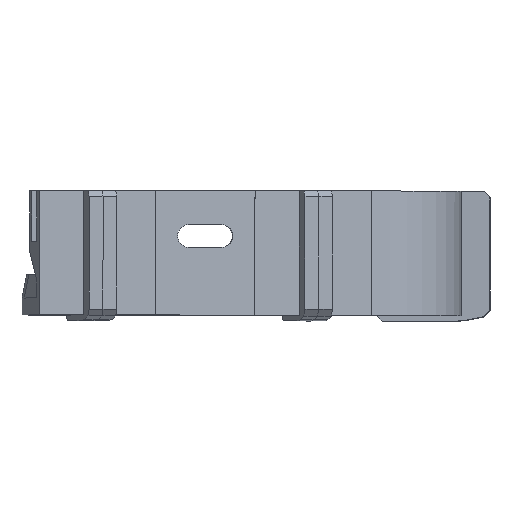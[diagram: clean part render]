
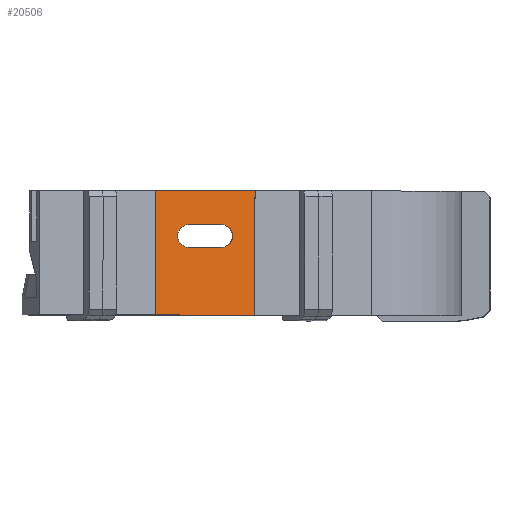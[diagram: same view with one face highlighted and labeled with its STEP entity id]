
A CAD part, left-side view. The second image highlights one B-rep face of the part: STEP entity #20506.
In plain terms, the highlighted face is planar.
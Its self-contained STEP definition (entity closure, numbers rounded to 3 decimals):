
#20230 = VERTEX_POINT('',#20231);
#20231 = CARTESIAN_POINT('',(3.,0.,16.));
#20238 = CYLINDRICAL_SURFACE('',#20239,2.);
#20239 = AXIS2_PLACEMENT_3D('',#20240,#20241,#20242);
#20240 = CARTESIAN_POINT('',(3.,24.,14.));
#20241 = DIRECTION('',(-0.,1.,0.));
#20242 = DIRECTION('',(0.,0.,-1.));
#20250 = PLANE('',#20251);
#20251 = AXIS2_PLACEMENT_3D('',#20252,#20253,#20254);
#20252 = CARTESIAN_POINT('',(3.,24.,16.));
#20253 = DIRECTION('',(0.,0.,-1.));
#20254 = DIRECTION('',(-1.,0.,-0.));
#20292 = VERTEX_POINT('',#20293);
#20293 = CARTESIAN_POINT('',(3.,0.,12.));
#20307 = PLANE('',#20308);
#20308 = AXIS2_PLACEMENT_3D('',#20309,#20310,#20311);
#20309 = CARTESIAN_POINT('',(-3.,24.,12.));
#20310 = DIRECTION('',(0.,0.,1.));
#20311 = DIRECTION('',(1.,0.,0.));
#20319 = EDGE_CURVE('',#20230,#20292,#20320,.T.);
#20320 = SURFACE_CURVE('',#20321,(#20326,#20333),.PCURVE_S1.);
#20321 = CIRCLE('',#20322,2.);
#20322 = AXIS2_PLACEMENT_3D('',#20323,#20324,#20325);
#20323 = CARTESIAN_POINT('',(3.,0.,14.));
#20324 = DIRECTION('',(0.,1.,0.));
#20325 = DIRECTION('',(0.,0.,-1.));
#20326 = PCURVE('',#20238,#20327);
#20327 = DEFINITIONAL_REPRESENTATION('',(#20328),#20332);
#20328 = LINE('',#20329,#20330);
#20329 = CARTESIAN_POINT('',(-6.283,-24.));
#20330 = VECTOR('',#20331,1.);
#20331 = DIRECTION('',(1.,-0.));
#20332 = ( GEOMETRIC_REPRESENTATION_CONTEXT(2) 
PARAMETRIC_REPRESENTATION_CONTEXT() REPRESENTATION_CONTEXT('2D SPACE',''
  ) );
#20333 = PCURVE('',#20334,#20339);
#20334 = PLANE('',#20335);
#20335 = AXIS2_PLACEMENT_3D('',#20336,#20337,#20338);
#20336 = CARTESIAN_POINT('',(0.,0.,0.));
#20337 = DIRECTION('',(0.,1.,-0.));
#20338 = DIRECTION('',(0.,0.,1.));
#20339 = DEFINITIONAL_REPRESENTATION('',(#20340),#20344);
#20340 = CIRCLE('',#20341,2.);
#20341 = AXIS2_PLACEMENT_2D('',#20342,#20343);
#20342 = CARTESIAN_POINT('',(14.,3.));
#20343 = DIRECTION('',(-1.,0.));
#20344 = ( GEOMETRIC_REPRESENTATION_CONTEXT(2) 
PARAMETRIC_REPRESENTATION_CONTEXT() REPRESENTATION_CONTEXT('2D SPACE',''
  ) );
#20352 = VERTEX_POINT('',#20353);
#20353 = CARTESIAN_POINT('',(-3.,0.,16.));
#20367 = CYLINDRICAL_SURFACE('',#20368,2.);
#20368 = AXIS2_PLACEMENT_3D('',#20369,#20370,#20371);
#20369 = CARTESIAN_POINT('',(-3.,24.,14.));
#20370 = DIRECTION('',(-0.,1.,0.));
#20371 = DIRECTION('',(0.,0.,1.));
#20406 = EDGE_CURVE('',#20230,#20352,#20407,.T.);
#20407 = SURFACE_CURVE('',#20408,(#20412,#20418),.PCURVE_S1.);
#20408 = LINE('',#20409,#20410);
#20409 = CARTESIAN_POINT('',(1.5,0.,16.));
#20410 = VECTOR('',#20411,1.);
#20411 = DIRECTION('',(-1.,0.,0.));
#20412 = PCURVE('',#20250,#20413);
#20413 = DEFINITIONAL_REPRESENTATION('',(#20414),#20417);
#20414 = B_SPLINE_CURVE_WITH_KNOTS('',1,(#20415,#20416),.UNSPECIFIED.,
  .F.,.F.,(2,2),(-1.5,4.5),.PIECEWISE_BEZIER_KNOTS.);
#20415 = CARTESIAN_POINT('',(0.,-24.));
#20416 = CARTESIAN_POINT('',(6.,-24.));
#20417 = ( GEOMETRIC_REPRESENTATION_CONTEXT(2) 
PARAMETRIC_REPRESENTATION_CONTEXT() REPRESENTATION_CONTEXT('2D SPACE',''
  ) );
#20418 = PCURVE('',#20334,#20419);
#20419 = DEFINITIONAL_REPRESENTATION('',(#20420),#20423);
#20420 = B_SPLINE_CURVE_WITH_KNOTS('',1,(#20421,#20422),.UNSPECIFIED.,
  .F.,.F.,(2,2),(-1.5,4.5),.PIECEWISE_BEZIER_KNOTS.);
#20421 = CARTESIAN_POINT('',(16.,3.));
#20422 = CARTESIAN_POINT('',(16.,-3.));
#20423 = ( GEOMETRIC_REPRESENTATION_CONTEXT(2) 
PARAMETRIC_REPRESENTATION_CONTEXT() REPRESENTATION_CONTEXT('2D SPACE',''
  ) );
#20506 = ADVANCED_FACE('',(#20507,#20621),#20334,.F.);
#20507 = FACE_BOUND('',#20508,.F.);
#20508 = EDGE_LOOP('',(#20509,#20539,#20567,#20595));
#20509 = ORIENTED_EDGE('',*,*,#20510,.F.);
#20510 = EDGE_CURVE('',#20511,#20513,#20515,.T.);
#20511 = VERTEX_POINT('',#20512);
#20512 = CARTESIAN_POINT('',(-9.,0.,0.));
#20513 = VERTEX_POINT('',#20514);
#20514 = CARTESIAN_POINT('',(9.,0.,0.));
#20515 = SURFACE_CURVE('',#20516,(#20520,#20527),.PCURVE_S1.);
#20516 = LINE('',#20517,#20518);
#20517 = CARTESIAN_POINT('',(-9.,0.,0.));
#20518 = VECTOR('',#20519,1.);
#20519 = DIRECTION('',(1.,0.,0.));
#20520 = PCURVE('',#20334,#20521);
#20521 = DEFINITIONAL_REPRESENTATION('',(#20522),#20526);
#20522 = LINE('',#20523,#20524);
#20523 = CARTESIAN_POINT('',(0.,-9.));
#20524 = VECTOR('',#20525,1.);
#20525 = DIRECTION('',(0.,1.));
#20526 = ( GEOMETRIC_REPRESENTATION_CONTEXT(2) 
PARAMETRIC_REPRESENTATION_CONTEXT() REPRESENTATION_CONTEXT('2D SPACE',''
  ) );
#20527 = PCURVE('',#20528,#20533);
#20528 = PLANE('',#20529);
#20529 = AXIS2_PLACEMENT_3D('',#20530,#20531,#20532);
#20530 = CARTESIAN_POINT('',(0.,15.,0.));
#20531 = DIRECTION('',(0.,0.,1.));
#20532 = DIRECTION('',(0.,-1.,0.));
#20533 = DEFINITIONAL_REPRESENTATION('',(#20534),#20538);
#20534 = LINE('',#20535,#20536);
#20535 = CARTESIAN_POINT('',(15.,-9.));
#20536 = VECTOR('',#20537,1.);
#20537 = DIRECTION('',(0.,1.));
#20538 = ( GEOMETRIC_REPRESENTATION_CONTEXT(2) 
PARAMETRIC_REPRESENTATION_CONTEXT() REPRESENTATION_CONTEXT('2D SPACE',''
  ) );
#20539 = ORIENTED_EDGE('',*,*,#20540,.T.);
#20540 = EDGE_CURVE('',#20511,#20541,#20543,.T.);
#20541 = VERTEX_POINT('',#20542);
#20542 = CARTESIAN_POINT('',(-9.,0.,22.));
#20543 = SURFACE_CURVE('',#20544,(#20548,#20555),.PCURVE_S1.);
#20544 = LINE('',#20545,#20546);
#20545 = CARTESIAN_POINT('',(-9.,0.,0.));
#20546 = VECTOR('',#20547,1.);
#20547 = DIRECTION('',(0.,0.,1.));
#20548 = PCURVE('',#20334,#20549);
#20549 = DEFINITIONAL_REPRESENTATION('',(#20550),#20554);
#20550 = LINE('',#20551,#20552);
#20551 = CARTESIAN_POINT('',(0.,-9.));
#20552 = VECTOR('',#20553,1.);
#20553 = DIRECTION('',(1.,0.));
#20554 = ( GEOMETRIC_REPRESENTATION_CONTEXT(2) 
PARAMETRIC_REPRESENTATION_CONTEXT() REPRESENTATION_CONTEXT('2D SPACE',''
  ) );
#20555 = PCURVE('',#20556,#20561);
#20556 = PLANE('',#20557);
#20557 = AXIS2_PLACEMENT_3D('',#20558,#20559,#20560);
#20558 = CARTESIAN_POINT('',(-9.,4.162,7.662));
#20559 = DIRECTION('',(-1.,0.,0.));
#20560 = DIRECTION('',(0.,0.,1.));
#20561 = DEFINITIONAL_REPRESENTATION('',(#20562),#20566);
#20562 = LINE('',#20563,#20564);
#20563 = CARTESIAN_POINT('',(-7.662,-4.162));
#20564 = VECTOR('',#20565,1.);
#20565 = DIRECTION('',(1.,0.));
#20566 = ( GEOMETRIC_REPRESENTATION_CONTEXT(2) 
PARAMETRIC_REPRESENTATION_CONTEXT() REPRESENTATION_CONTEXT('2D SPACE',''
  ) );
#20567 = ORIENTED_EDGE('',*,*,#20568,.F.);
#20568 = EDGE_CURVE('',#20569,#20541,#20571,.T.);
#20569 = VERTEX_POINT('',#20570);
#20570 = CARTESIAN_POINT('',(9.,0.,22.));
#20571 = SURFACE_CURVE('',#20572,(#20576,#20583),.PCURVE_S1.);
#20572 = LINE('',#20573,#20574);
#20573 = CARTESIAN_POINT('',(9.,0.,22.));
#20574 = VECTOR('',#20575,1.);
#20575 = DIRECTION('',(-1.,0.,0.));
#20576 = PCURVE('',#20334,#20577);
#20577 = DEFINITIONAL_REPRESENTATION('',(#20578),#20582);
#20578 = LINE('',#20579,#20580);
#20579 = CARTESIAN_POINT('',(22.,9.));
#20580 = VECTOR('',#20581,1.);
#20581 = DIRECTION('',(0.,-1.));
#20582 = ( GEOMETRIC_REPRESENTATION_CONTEXT(2) 
PARAMETRIC_REPRESENTATION_CONTEXT() REPRESENTATION_CONTEXT('2D SPACE',''
  ) );
#20583 = PCURVE('',#20584,#20589);
#20584 = PLANE('',#20585);
#20585 = AXIS2_PLACEMENT_3D('',#20586,#20587,#20588);
#20586 = CARTESIAN_POINT('',(0.,0.,22.));
#20587 = DIRECTION('',(0.,0.,-1.));
#20588 = DIRECTION('',(0.,1.,0.));
#20589 = DEFINITIONAL_REPRESENTATION('',(#20590),#20594);
#20590 = LINE('',#20591,#20592);
#20591 = CARTESIAN_POINT('',(0.,9.));
#20592 = VECTOR('',#20593,1.);
#20593 = DIRECTION('',(0.,-1.));
#20594 = ( GEOMETRIC_REPRESENTATION_CONTEXT(2) 
PARAMETRIC_REPRESENTATION_CONTEXT() REPRESENTATION_CONTEXT('2D SPACE',''
  ) );
#20595 = ORIENTED_EDGE('',*,*,#20596,.F.);
#20596 = EDGE_CURVE('',#20513,#20569,#20597,.T.);
#20597 = SURFACE_CURVE('',#20598,(#20602,#20609),.PCURVE_S1.);
#20598 = LINE('',#20599,#20600);
#20599 = CARTESIAN_POINT('',(9.,0.,0.));
#20600 = VECTOR('',#20601,1.);
#20601 = DIRECTION('',(0.,0.,1.));
#20602 = PCURVE('',#20334,#20603);
#20603 = DEFINITIONAL_REPRESENTATION('',(#20604),#20608);
#20604 = LINE('',#20605,#20606);
#20605 = CARTESIAN_POINT('',(0.,9.));
#20606 = VECTOR('',#20607,1.);
#20607 = DIRECTION('',(1.,0.));
#20608 = ( GEOMETRIC_REPRESENTATION_CONTEXT(2) 
PARAMETRIC_REPRESENTATION_CONTEXT() REPRESENTATION_CONTEXT('2D SPACE',''
  ) );
#20609 = PCURVE('',#20610,#20615);
#20610 = PLANE('',#20611);
#20611 = AXIS2_PLACEMENT_3D('',#20612,#20613,#20614);
#20612 = CARTESIAN_POINT('',(9.,4.162,7.662));
#20613 = DIRECTION('',(-1.,0.,0.));
#20614 = DIRECTION('',(0.,0.,1.));
#20615 = DEFINITIONAL_REPRESENTATION('',(#20616),#20620);
#20616 = LINE('',#20617,#20618);
#20617 = CARTESIAN_POINT('',(-7.662,-4.162));
#20618 = VECTOR('',#20619,1.);
#20619 = DIRECTION('',(1.,0.));
#20620 = ( GEOMETRIC_REPRESENTATION_CONTEXT(2) 
PARAMETRIC_REPRESENTATION_CONTEXT() REPRESENTATION_CONTEXT('2D SPACE',''
  ) );
#20621 = FACE_BOUND('',#20622,.F.);
#20622 = EDGE_LOOP('',(#20623,#20624,#20625,#20649));
#20623 = ORIENTED_EDGE('',*,*,#20319,.F.);
#20624 = ORIENTED_EDGE('',*,*,#20406,.T.);
#20625 = ORIENTED_EDGE('',*,*,#20626,.F.);
#20626 = EDGE_CURVE('',#20627,#20352,#20629,.T.);
#20627 = VERTEX_POINT('',#20628);
#20628 = CARTESIAN_POINT('',(-3.,0.,12.));
#20629 = SURFACE_CURVE('',#20630,(#20635,#20642),.PCURVE_S1.);
#20630 = CIRCLE('',#20631,2.);
#20631 = AXIS2_PLACEMENT_3D('',#20632,#20633,#20634);
#20632 = CARTESIAN_POINT('',(-3.,0.,14.));
#20633 = DIRECTION('',(-0.,1.,0.));
#20634 = DIRECTION('',(0.,0.,1.));
#20635 = PCURVE('',#20334,#20636);
#20636 = DEFINITIONAL_REPRESENTATION('',(#20637),#20641);
#20637 = CIRCLE('',#20638,2.);
#20638 = AXIS2_PLACEMENT_2D('',#20639,#20640);
#20639 = CARTESIAN_POINT('',(14.,-3.));
#20640 = DIRECTION('',(1.,0.));
#20641 = ( GEOMETRIC_REPRESENTATION_CONTEXT(2) 
PARAMETRIC_REPRESENTATION_CONTEXT() REPRESENTATION_CONTEXT('2D SPACE',''
  ) );
#20642 = PCURVE('',#20367,#20643);
#20643 = DEFINITIONAL_REPRESENTATION('',(#20644),#20648);
#20644 = LINE('',#20645,#20646);
#20645 = CARTESIAN_POINT('',(-6.283,-24.));
#20646 = VECTOR('',#20647,1.);
#20647 = DIRECTION('',(1.,-0.));
#20648 = ( GEOMETRIC_REPRESENTATION_CONTEXT(2) 
PARAMETRIC_REPRESENTATION_CONTEXT() REPRESENTATION_CONTEXT('2D SPACE',''
  ) );
#20649 = ORIENTED_EDGE('',*,*,#20650,.T.);
#20650 = EDGE_CURVE('',#20627,#20292,#20651,.T.);
#20651 = SURFACE_CURVE('',#20652,(#20656,#20662),.PCURVE_S1.);
#20652 = LINE('',#20653,#20654);
#20653 = CARTESIAN_POINT('',(-1.5,0.,12.));
#20654 = VECTOR('',#20655,1.);
#20655 = DIRECTION('',(1.,-0.,0.));
#20656 = PCURVE('',#20334,#20657);
#20657 = DEFINITIONAL_REPRESENTATION('',(#20658),#20661);
#20658 = B_SPLINE_CURVE_WITH_KNOTS('',1,(#20659,#20660),.UNSPECIFIED.,
  .F.,.F.,(2,2),(-1.5,4.5),.PIECEWISE_BEZIER_KNOTS.);
#20659 = CARTESIAN_POINT('',(12.,-3.));
#20660 = CARTESIAN_POINT('',(12.,3.));
#20661 = ( GEOMETRIC_REPRESENTATION_CONTEXT(2) 
PARAMETRIC_REPRESENTATION_CONTEXT() REPRESENTATION_CONTEXT('2D SPACE',''
  ) );
#20662 = PCURVE('',#20307,#20663);
#20663 = DEFINITIONAL_REPRESENTATION('',(#20664),#20667);
#20664 = B_SPLINE_CURVE_WITH_KNOTS('',1,(#20665,#20666),.UNSPECIFIED.,
  .F.,.F.,(2,2),(-1.5,4.5),.PIECEWISE_BEZIER_KNOTS.);
#20665 = CARTESIAN_POINT('',(0.,-24.));
#20666 = CARTESIAN_POINT('',(6.,-24.));
#20667 = ( GEOMETRIC_REPRESENTATION_CONTEXT(2) 
PARAMETRIC_REPRESENTATION_CONTEXT() REPRESENTATION_CONTEXT('2D SPACE',''
  ) );
